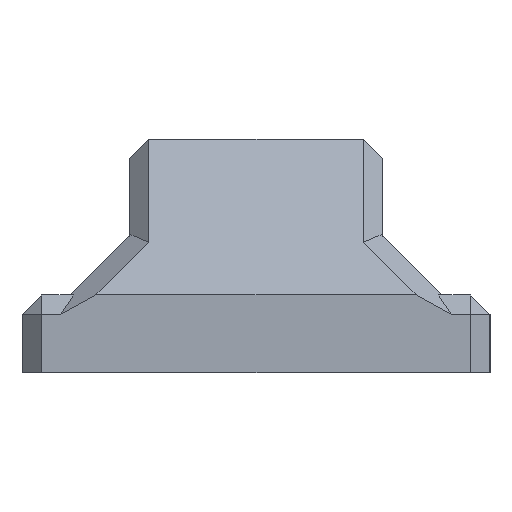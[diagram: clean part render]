
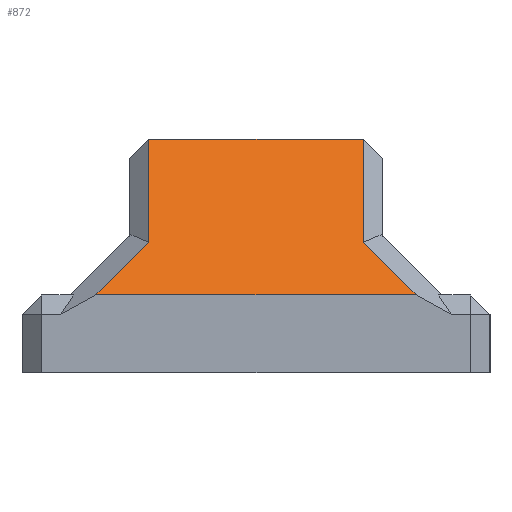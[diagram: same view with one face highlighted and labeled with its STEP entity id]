
A CAD part, left-side view. The second image highlights one B-rep face of the part: STEP entity #872.
In plain terms, the highlighted planar face has unit normal (-0.819, 0, 0.574).
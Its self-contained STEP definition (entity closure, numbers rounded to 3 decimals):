
#65=FACE_OUTER_BOUND('',#117,.T.);
#117=EDGE_LOOP('',(#719,#720,#721,#722,#723,#724));
#154=LINE('',#1245,#262);
#157=LINE('',#1251,#265);
#189=LINE('',#1314,#297);
#208=LINE('',#1369,#316);
#215=LINE('',#1381,#323);
#226=LINE('',#1402,#334);
#262=VECTOR('',#999,10.);
#265=VECTOR('',#1004,10.);
#297=VECTOR('',#1062,10.);
#316=VECTOR('',#1099,10.);
#323=VECTOR('',#1108,10.);
#334=VECTOR('',#1129,10.);
#369=VERTEX_POINT('',#1238);
#371=VERTEX_POINT('',#1244);
#373=VERTEX_POINT('',#1250);
#391=VERTEX_POINT('',#1313);
#394=VERTEX_POINT('',#1321);
#410=VERTEX_POINT('',#1368);
#449=EDGE_CURVE('',#369,#371,#154,.T.);
#452=EDGE_CURVE('',#371,#373,#157,.T.);
#484=EDGE_CURVE('',#391,#373,#189,.T.);
#508=EDGE_CURVE('',#410,#394,#208,.T.);
#515=EDGE_CURVE('',#391,#410,#215,.T.);
#526=EDGE_CURVE('',#394,#369,#226,.T.);
#719=ORIENTED_EDGE('',*,*,#449,.F.);
#720=ORIENTED_EDGE('',*,*,#526,.F.);
#721=ORIENTED_EDGE('',*,*,#508,.F.);
#722=ORIENTED_EDGE('',*,*,#515,.F.);
#723=ORIENTED_EDGE('',*,*,#484,.T.);
#724=ORIENTED_EDGE('',*,*,#452,.F.);
#824=PLANE('',#942);
#872=ADVANCED_FACE('',(#65),#824,.F.);
#942=AXIS2_PLACEMENT_3D('',#1413,#1137,#1138);
#999=DIRECTION('',(-0.574,0.,-0.819));
#1004=DIRECTION('',(-0.444,-0.634,-0.634));
#1062=DIRECTION('',(0.,-1.,0.));
#1099=DIRECTION('',(0.574,0.,0.819));
#1108=DIRECTION('',(0.444,-0.634,0.634));
#1129=DIRECTION('',(0.,-1.,0.));
#1137=DIRECTION('center_axis',(0.819,0.,-0.574));
#1138=DIRECTION('ref_axis',(-0.574,0.,-0.819));
#1238=CARTESIAN_POINT('',(2.801,3.25,6.));
#1244=CARTESIAN_POINT('',(0.948,3.25,3.354));
#1245=CARTESIAN_POINT('',(0.931,3.25,3.329));
#1250=CARTESIAN_POINT('',(0.,1.896,2.));
#1251=CARTESIAN_POINT('',(1.472,3.998,4.102));
#1313=CARTESIAN_POINT('',(0.,10.104,2.));
#1314=CARTESIAN_POINT('',(0.,12.,2.));
#1321=CARTESIAN_POINT('',(2.801,8.75,6.));
#1368=CARTESIAN_POINT('',(0.948,8.75,3.354));
#1369=CARTESIAN_POINT('',(3.562,8.75,7.088));
#1381=CARTESIAN_POINT('',(3.173,5.572,6.532));
#1402=CARTESIAN_POINT('',(2.801,4.375,6.));
#1413=CARTESIAN_POINT('Origin',(2.801,2.75,6.));
